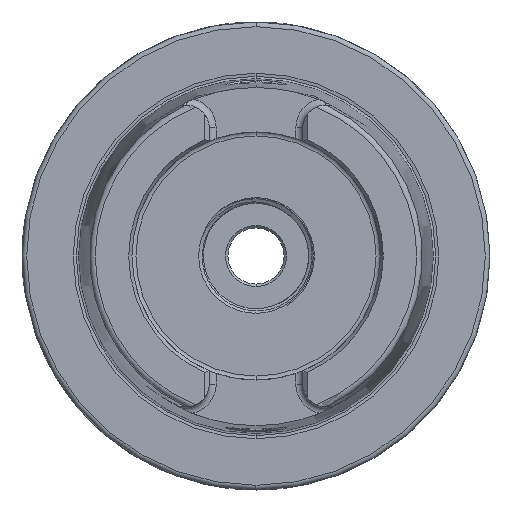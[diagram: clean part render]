
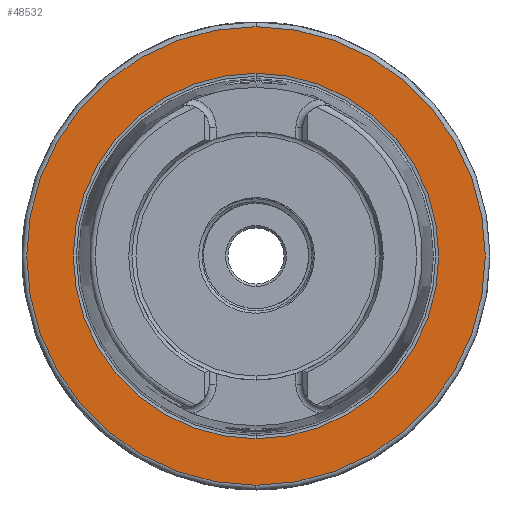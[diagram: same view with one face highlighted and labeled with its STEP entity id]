
A CAD part, left-side view. The second image highlights one B-rep face of the part: STEP entity #48532.
In plain terms, the highlighted planar face has unit normal (-1, 0, 0).
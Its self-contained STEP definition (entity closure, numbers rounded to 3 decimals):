
#45 = AXIS2_PLACEMENT_3D ( 'NONE', #17181, #17183, #17185 ) ;
#2234 = VERTEX_POINT ( 'NONE', #12872 ) ;
#2235 = VERTEX_POINT ( 'NONE', #12873 ) ;
#2238 = VERTEX_POINT ( 'NONE', #12876 ) ;
#2239 = VERTEX_POINT ( 'NONE', #12877 ) ;
#2819 = EDGE_CURVE ( 'NONE', #2235, #2234, #3943, .T. ) ;
#2827 = EDGE_CURVE ( 'NONE', #2239, #2238, #3947, .T. ) ;
#3540 = EDGE_CURVE ( 'NONE', #2238, #2239, #4034, .T. ) ;
#3541 = EDGE_CURVE ( 'NONE', #2234, #2235, #4035, .T. ) ;
#3943 = CIRCLE ( 'NONE', #4183, 49. ) ;
#3947 = CIRCLE ( 'NONE', #45, 39.054 ) ;
#4034 = CIRCLE ( 'NONE', #20722, 39.054 ) ;
#4035 = CIRCLE ( 'NONE', #20724, 49. ) ;
#4183 = AXIS2_PLACEMENT_3D ( 'NONE', #17097, #17098, #17099 ) ;
#11550 = ORIENTED_EDGE ( 'NONE', *, *, #2819, .T. ) ;
#11551 = ORIENTED_EDGE ( 'NONE', *, *, #3541, .T. ) ;
#11552 = ORIENTED_EDGE ( 'NONE', *, *, #3540, .T. ) ;
#11553 = ORIENTED_EDGE ( 'NONE', *, *, #2827, .T. ) ;
#12261 = EDGE_LOOP ( 'NONE', ( #11550, #11551 ) ) ;
#12262 = EDGE_LOOP ( 'NONE', ( #11553, #11552 ) ) ;
#12872 = CARTESIAN_POINT ( 'NONE',  ( 0., 0., -49. ) ) ;
#12873 = CARTESIAN_POINT ( 'NONE',  ( 0., 0., 49. ) ) ;
#12876 = CARTESIAN_POINT ( 'NONE',  ( 0., 0., -39.054 ) ) ;
#12877 = CARTESIAN_POINT ( 'NONE',  ( 0., 0., 39.054 ) ) ;
#17097 = CARTESIAN_POINT ( 'NONE',  ( 0., 0., 0. ) ) ;
#17098 = DIRECTION ( 'NONE',  ( -1., 0., 0. ) ) ;
#17099 = DIRECTION ( 'NONE',  ( 0., 0., 1. ) ) ;
#17181 = CARTESIAN_POINT ( 'NONE',  ( 0., 0., 0. ) ) ;
#17183 = DIRECTION ( 'NONE',  ( 1., 0., 0. ) ) ;
#17185 = DIRECTION ( 'NONE',  ( 0., 0., -1. ) ) ;
#20685 = CARTESIAN_POINT ( 'NONE',  ( 0., 0., 0. ) ) ;
#20687 = DIRECTION ( 'NONE',  ( 1., 0., 0. ) ) ;
#20689 = DIRECTION ( 'NONE',  ( 0., 0., -1. ) ) ;
#20691 = CARTESIAN_POINT ( 'NONE',  ( 0., 0., 0. ) ) ;
#20693 = DIRECTION ( 'NONE',  ( -1., 0., 0. ) ) ;
#20695 = DIRECTION ( 'NONE',  ( 0., 0., 1. ) ) ;
#20722 = AXIS2_PLACEMENT_3D ( 'NONE', #20685, #20687, #20689 ) ;
#20724 = AXIS2_PLACEMENT_3D ( 'NONE', #20691, #20693, #20695 ) ;
#21554 = FACE_OUTER_BOUND ( 'NONE', #12261, .T. ) ;
#21555 = FACE_BOUND ( 'NONE', #12262, .T. ) ;
#21556 = AXIS2_PLACEMENT_3D ( 'NONE', #51068, #51069, #51070 ) ;
#48532 = ADVANCED_FACE ( 'NONE', ( #21554, #21555 ), #51067, .T. ) ;
#51067 = PLANE ( 'NONE',  #21556 ) ;
#51068 = CARTESIAN_POINT ( 'NONE',  ( 0., 39.054, 0. ) ) ;
#51069 = DIRECTION ( 'NONE',  ( -1., 0., 0. ) ) ;
#51070 = DIRECTION ( 'NONE',  ( 0., 0., 1. ) ) ;
